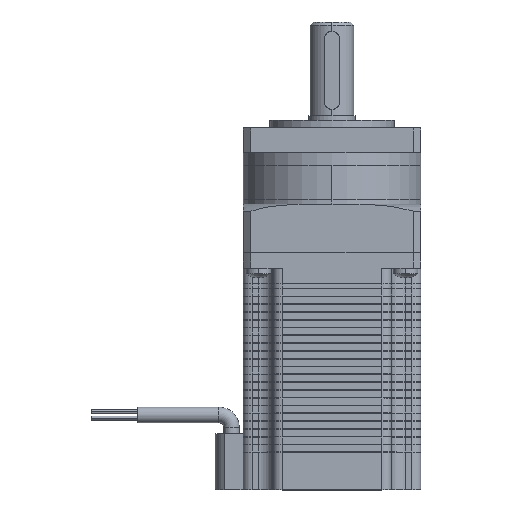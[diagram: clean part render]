
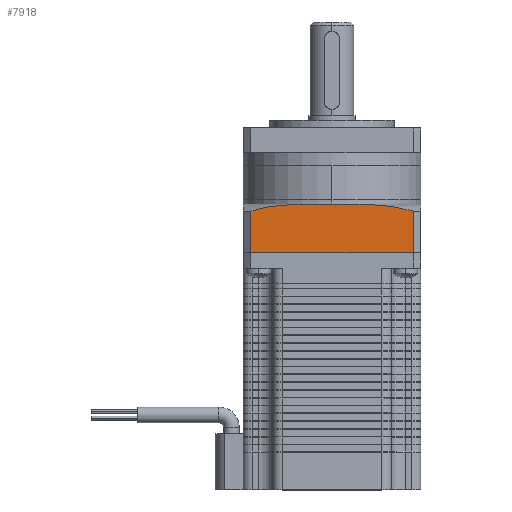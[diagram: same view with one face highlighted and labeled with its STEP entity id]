
A CAD part, top view. The second image highlights one B-rep face of the part: STEP entity #7918.
In plain terms, the highlighted face is planar.
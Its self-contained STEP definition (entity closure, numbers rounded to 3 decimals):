
#778 = CARTESIAN_POINT ( 'NONE',  ( 19.186, 0.62, -28.5 ) ) ;
#1049 = ORIENTED_EDGE ( 'NONE', *, *, #31298, .F. ) ;
#1275 = CARTESIAN_POINT ( 'NONE',  ( -22.623, 1.223, -28.5 ) ) ;
#1886 = LINE ( 'NONE', #49791, #37266 ) ;
#3235 = DIRECTION ( 'NONE',  ( -1., 0., 0. ) ) ;
#5004 = VERTEX_POINT ( 'NONE', #23432 ) ;
#5519 = CARTESIAN_POINT ( 'NONE',  ( 21.754, 1.07, -28.5 ) ) ;
#5698 = CARTESIAN_POINT ( 'NONE',  ( -7.101, 0., -28.5 ) ) ;
#5823 = CARTESIAN_POINT ( 'NONE',  ( 5.362, 0., -28.5 ) ) ;
#5825 = EDGE_CURVE ( 'NONE', #25973, #9388, #17052, .T. ) ;
#6320 = CARTESIAN_POINT ( 'NONE',  ( -19.209, 0.623, -28.5 ) ) ;
#7426 = DIRECTION ( 'NONE',  ( 0., 0., 1. ) ) ;
#7918 = ADVANCED_FACE ( 'NONE', ( #31723 ), #12142, .F. ) ;
#9388 = VERTEX_POINT ( 'NONE', #18145 ) ;
#9801 = CARTESIAN_POINT ( 'NONE',  ( -26., 15.5, -28.5 ) ) ;
#9930 = CARTESIAN_POINT ( 'NONE',  ( 7.095, 0., -28.5 ) ) ;
#10070 = DIRECTION ( 'NONE',  ( -1., 0., 0. ) ) ;
#11684 = ORIENTED_EDGE ( 'NONE', *, *, #5825, .T. ) ;
#12142 = PLANE ( 'NONE',  #17030 ) ;
#13610 = VECTOR ( 'NONE', #62351, 1000. ) ;
#14976 = CARTESIAN_POINT ( 'NONE',  ( 24.313, 1.656, -28.5 ) ) ;
#15790 = CARTESIAN_POINT ( 'NONE',  ( -14.042, 0.152, -28.5 ) ) ;
#16581 = CARTESIAN_POINT ( 'NONE',  ( -26., 15.5, -28.5 ) ) ;
#16714 = DIRECTION ( 'NONE',  ( 0., -1., 0. ) ) ;
#17030 = AXIS2_PLACEMENT_3D ( 'NONE', #16581, #7426, #31089 ) ;
#17052 = B_SPLINE_CURVE_WITH_KNOTS ( 'NONE', 3,
 ( #40032, #5698, #49155, #54835, #15790, #59872, #6320, #1275, #44136, #25865 ),
 .UNSPECIFIED., .F., .F.,
 ( 4, 2, 2, 2, 4 ),
 ( 0.005, 0.011, 0.016, 0.021, 0.026 ),
 .UNSPECIFIED. ) ;
#17758 = CARTESIAN_POINT ( 'NONE',  ( -26., 15.5, -28.5 ) ) ;
#18145 = CARTESIAN_POINT ( 'NONE',  ( -26., 2.16, -28.5 ) ) ;
#18590 = CARTESIAN_POINT ( 'NONE',  ( -26., 0., -28.5 ) ) ;
#20021 = CARTESIAN_POINT ( 'NONE',  ( 12.29, 0.081, -28.5 ) ) ;
#21762 = ORIENTED_EDGE ( 'NONE', *, *, #55275, .F. ) ;
#21783 = EDGE_LOOP ( 'NONE', ( #52908, #48674, #11684, #1049, #21762, #27377, #59583 ) ) ;
#21830 = CARTESIAN_POINT ( 'NONE',  ( 14.018, 0.151, -28.5 ) ) ;
#23432 = CARTESIAN_POINT ( 'NONE',  ( 26., 15.5, -28.5 ) ) ;
#23957 = CARTESIAN_POINT ( 'NONE',  ( -26., 0., -28.5 ) ) ;
#24211 = B_SPLINE_CURVE_WITH_KNOTS ( 'NONE', 3,
 ( #48367, #25682, #14976, #44895, #5519, #778, #44265, #21830, #20021, #60228, #9930, #5823 ),
 .UNSPECIFIED., .F., .F.,
 ( 4, 2, 2, 2, 2, 4 ),
 ( 0.185, 0.188, 0.19, 0.195, 0.2, 0.205 ),
 .UNSPECIFIED. ) ;
#24607 = LINE ( 'NONE', #9801, #25363 ) ;
#24797 = CARTESIAN_POINT ( 'NONE',  ( 26., 2.16, -28.5 ) ) ;
#25363 = VECTOR ( 'NONE', #29041, 1000. ) ;
#25682 = CARTESIAN_POINT ( 'NONE',  ( 25.165, 1.893, -28.5 ) ) ;
#25865 = CARTESIAN_POINT ( 'NONE',  ( -26., 2.16, -28.5 ) ) ;
#25973 = VERTEX_POINT ( 'NONE', #58373 ) ;
#27377 = ORIENTED_EDGE ( 'NONE', *, *, #29093, .T. ) ;
#28402 = LINE ( 'NONE', #23957, #53026 ) ;
#29041 = DIRECTION ( 'NONE',  ( 0., -1., 0. ) ) ;
#29093 = EDGE_CURVE ( 'NONE', #5004, #34753, #1886, .T. ) ;
#30517 = VECTOR ( 'NONE', #3235, 1000. ) ;
#31089 = DIRECTION ( 'NONE',  ( 1., 0., 0. ) ) ;
#31298 = EDGE_CURVE ( 'NONE', #35123, #9388, #24607, .T. ) ;
#31723 = FACE_OUTER_BOUND ( 'NONE', #21783, .T. ) ;
#32888 = LINE ( 'NONE', #17758, #30517 ) ;
#34753 = VERTEX_POINT ( 'NONE', #24797 ) ;
#35017 = CARTESIAN_POINT ( 'NONE',  ( 0., 0., -28.5 ) ) ;
#35123 = VERTEX_POINT ( 'NONE', #54323 ) ;
#36957 = EDGE_CURVE ( 'NONE', #54429, #25973, #28402, .T. ) ;
#37266 = VECTOR ( 'NONE', #16714, 1000. ) ;
#38097 = LINE ( 'NONE', #18590, #13610 ) ;
#40032 = CARTESIAN_POINT ( 'NONE',  ( -5.362, 0., -28.5 ) ) ;
#44136 = CARTESIAN_POINT ( 'NONE',  ( -24.319, 1.622, -28.5 ) ) ;
#44265 = CARTESIAN_POINT ( 'NONE',  ( 17.466, 0.42, -28.5 ) ) ;
#44895 = CARTESIAN_POINT ( 'NONE',  ( 22.609, 1.245, -28.5 ) ) ;
#48239 = EDGE_CURVE ( 'NONE', #51074, #54429, #38097, .T. ) ;
#48367 = CARTESIAN_POINT ( 'NONE',  ( 26., 2.16, -28.5 ) ) ;
#48674 = ORIENTED_EDGE ( 'NONE', *, *, #36957, .T. ) ;
#49155 = CARTESIAN_POINT ( 'NONE',  ( -8.84, 0.006, -28.5 ) ) ;
#49791 = CARTESIAN_POINT ( 'NONE',  ( 26., 15.5, -28.5 ) ) ;
#51074 = VERTEX_POINT ( 'NONE', #51147 ) ;
#51147 = CARTESIAN_POINT ( 'NONE',  ( 5.362, 0., -28.5 ) ) ;
#52908 = ORIENTED_EDGE ( 'NONE', *, *, #48239, .T. ) ;
#53026 = VECTOR ( 'NONE', #10070, 1000. ) ;
#53580 = EDGE_CURVE ( 'NONE', #34753, #51074, #24211, .T. ) ;
#54323 = CARTESIAN_POINT ( 'NONE',  ( -26., 15.5, -28.5 ) ) ;
#54429 = VERTEX_POINT ( 'NONE', #35017 ) ;
#54835 = CARTESIAN_POINT ( 'NONE',  ( -12.31, 0.082, -28.5 ) ) ;
#55275 = EDGE_CURVE ( 'NONE', #5004, #35123, #32888, .T. ) ;
#58373 = CARTESIAN_POINT ( 'NONE',  ( -5.362, 0., -28.5 ) ) ;
#59583 = ORIENTED_EDGE ( 'NONE', *, *, #53580, .T. ) ;
#59872 = CARTESIAN_POINT ( 'NONE',  ( -17.491, 0.423, -28.5 ) ) ;
#60228 = CARTESIAN_POINT ( 'NONE',  ( 8.828, 0.006, -28.5 ) ) ;
#62351 = DIRECTION ( 'NONE',  ( -1., 0., 0. ) ) ;
